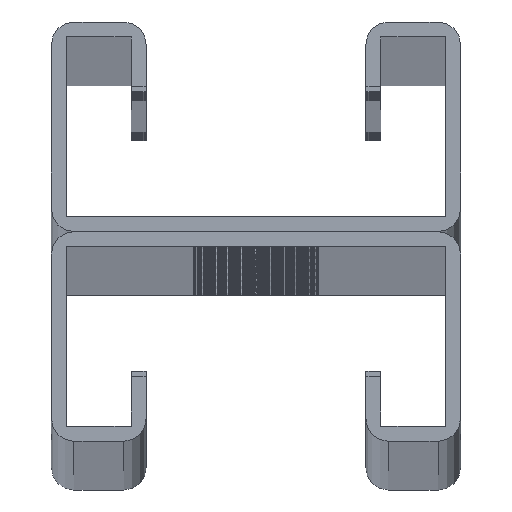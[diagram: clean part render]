
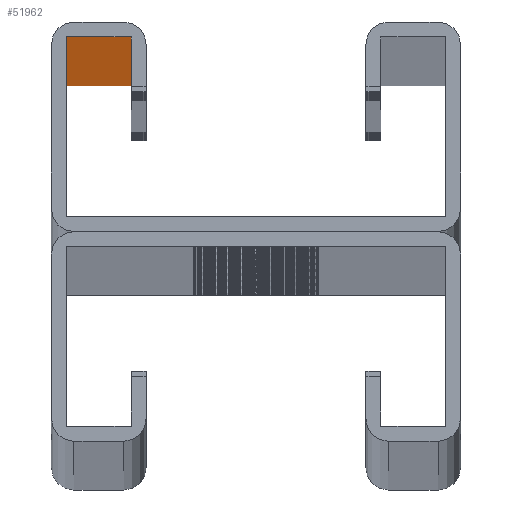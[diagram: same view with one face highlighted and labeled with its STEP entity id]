
A CAD part, top view. The second image highlights one B-rep face of the part: STEP entity #51962.
In plain terms, the highlighted planar face has unit normal (0, -1, 0).
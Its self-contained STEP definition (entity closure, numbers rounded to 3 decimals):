
#2359 = DIRECTION ( 'NONE',  ( 1., 0., 0. ) ) ;
#4526 = VERTEX_POINT ( 'NONE', #23788 ) ;
#4957 = VERTEX_POINT ( 'NONE', #41984 ) ;
#5046 = EDGE_CURVE ( 'NONE', #20954, #4957, #57962, .T. ) ;
#10608 = LINE ( 'NONE', #29037, #58070 ) ;
#12151 = EDGE_CURVE ( 'NONE', #4957, #4526, #41247, .T. ) ;
#13962 = ORIENTED_EDGE ( 'NONE', *, *, #42594, .F. ) ;
#14033 = EDGE_LOOP ( 'NONE', ( #52463, #53650, #25159, #13962 ) ) ;
#14200 = CARTESIAN_POINT ( 'NONE',  ( -12.5, 19.5, -1400. ) ) ;
#20954 = VERTEX_POINT ( 'NONE', #58133 ) ;
#21276 = CARTESIAN_POINT ( 'NONE',  ( -20.5, 19.5, -2800. ) ) ;
#22164 = DIRECTION ( 'NONE',  ( 0., 0., -1. ) ) ;
#23788 = CARTESIAN_POINT ( 'NONE',  ( -12.5, 19.5, -2800. ) ) ;
#25159 = ORIENTED_EDGE ( 'NONE', *, *, #12151, .T. ) ;
#29037 = CARTESIAN_POINT ( 'NONE',  ( 0., 19.5, 0. ) ) ;
#31014 = LINE ( 'NONE', #14200, #40740 ) ;
#32291 = PLANE ( 'NONE',  #44660 ) ;
#32392 = DIRECTION ( 'NONE',  ( 0., 0., -1. ) ) ;
#34507 = FACE_OUTER_BOUND ( 'NONE', #14033, .T. ) ;
#36804 = CARTESIAN_POINT ( 'NONE',  ( -19., 19.5, -1400. ) ) ;
#38269 = VECTOR ( 'NONE', #2359, 1000. ) ;
#40740 = VECTOR ( 'NONE', #47587, 1000. ) ;
#41247 = LINE ( 'NONE', #21276, #38269 ) ;
#41984 = CARTESIAN_POINT ( 'NONE',  ( -19., 19.5, -2800. ) ) ;
#42594 = EDGE_CURVE ( 'NONE', #58669, #4526, #31014, .T. ) ;
#43936 = VECTOR ( 'NONE', #32392, 1000. ) ;
#44660 = AXIS2_PLACEMENT_3D ( 'NONE', #50980, #50569, #22164 ) ;
#47587 = DIRECTION ( 'NONE',  ( 0., 0., -1. ) ) ;
#50569 = DIRECTION ( 'NONE',  ( 0., -1., 0. ) ) ;
#50980 = CARTESIAN_POINT ( 'NONE',  ( -20.5, 19.5, -1400. ) ) ;
#51962 = ADVANCED_FACE ( 'NONE', ( #34507 ), #32291, .T. ) ;
#52431 = EDGE_CURVE ( 'NONE', #20954, #58669, #10608, .T. ) ;
#52463 = ORIENTED_EDGE ( 'NONE', *, *, #52431, .F. ) ;
#53650 = ORIENTED_EDGE ( 'NONE', *, *, #5046, .T. ) ;
#54280 = CARTESIAN_POINT ( 'NONE',  ( -12.5, 19.5, 0. ) ) ;
#57398 = DIRECTION ( 'NONE',  ( 1., 0., 0. ) ) ;
#57962 = LINE ( 'NONE', #36804, #43936 ) ;
#58070 = VECTOR ( 'NONE', #57398, 1000. ) ;
#58133 = CARTESIAN_POINT ( 'NONE',  ( -19., 19.5, 0. ) ) ;
#58669 = VERTEX_POINT ( 'NONE', #54280 ) ;
